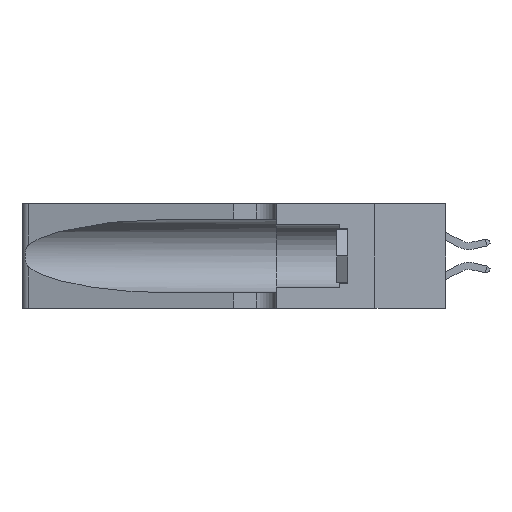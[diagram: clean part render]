
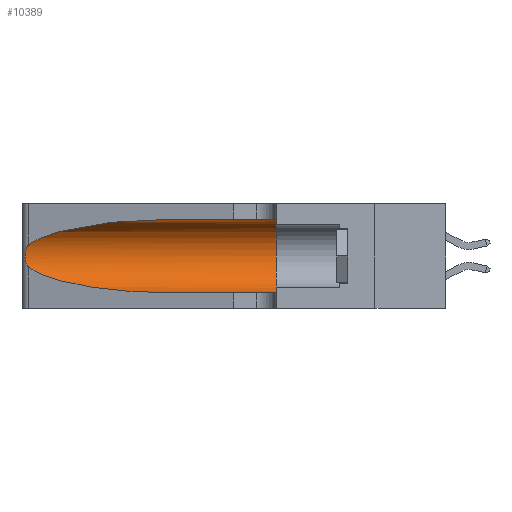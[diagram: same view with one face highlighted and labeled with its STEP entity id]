
A CAD part, left-side view. The second image highlights one B-rep face of the part: STEP entity #10389.
In plain terms, the highlighted cylindrical face has radius 3.308 mm (diameter 6.617 mm), a partial arc.
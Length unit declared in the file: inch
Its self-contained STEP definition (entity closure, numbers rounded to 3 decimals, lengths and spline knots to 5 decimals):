
#906 = CARTESIAN_POINT ( 'NONE',  ( 0.25639, 1.23186, 0.15144 ) ) ;
#1122 = FACE_OUTER_BOUND ( 'NONE', #15911, .T. ) ;
#1144 = CARTESIAN_POINT ( 'NONE',  ( 0.18966, 0.96281, 0.31525 ) ) ;
#2173 = CARTESIAN_POINT ( 'NONE',  ( 0.1305, 1.61858, 0.185 ) ) ;
#2424 = EDGE_CURVE ( 'NONE', #5012, #5190, #4396, .T. ) ;
#2430 = CARTESIAN_POINT ( 'NONE',  ( 0.25487, 1.22718, 0.22369 ) ) ;
#2503 = CARTESIAN_POINT ( 'NONE',  ( 0.25487, 1.22718, 0.14631 ) ) ;
#2603 = CARTESIAN_POINT ( 'NONE',  ( 0.1305, 0.72297, 0.31525 ) ) ;
#2664 = LINE ( 'NONE', #8911, #18351 ) ;
#2730 = CARTESIAN_POINT ( 'NONE',  ( 0.2373, 1.15595, 0.28018 ) ) ;
#3730 = CIRCLE ( 'NONE', #6930, 0.13025 ) ;
#3767 = DIRECTION ( 'NONE',  ( 0., 1., 0. ) ) ;
#3886 = VERTEX_POINT ( 'NONE', #2603 ) ;
#4009 = CARTESIAN_POINT ( 'NONE',  ( 0.25639, 1.23184, 0.21858 ) ) ;
#4396 =( BOUNDED_CURVE ( )  B_SPLINE_CURVE ( 3, ( #8704, #8126, #7896, #7386 ),
 .UNSPECIFIED., .F., .T. ) 
 B_SPLINE_CURVE_WITH_KNOTS ( ( 4, 4 ),
 ( 3.44316, 4.71239 ),
 .UNSPECIFIED. ) 
 CURVE ( )  GEOMETRIC_REPRESENTATION_ITEM ( )  RATIONAL_B_SPLINE_CURVE ( ( 1., 0.87, 0.87, 1. ) ) 
 REPRESENTATION_ITEM ( '' )  );
#5012 = VERTEX_POINT ( 'NONE', #12842 ) ;
#5057 =( BOUNDED_CURVE ( )  B_SPLINE_CURVE ( 3, ( #10487, #1144, #2730, #13447 ),
 .UNSPECIFIED., .F., .T. ) 
 B_SPLINE_CURVE_WITH_KNOTS ( ( 4, 4 ),
 ( 1.5708, 2.84003 ),
 .UNSPECIFIED. ) 
 CURVE ( )  GEOMETRIC_REPRESENTATION_ITEM ( )  RATIONAL_B_SPLINE_CURVE ( ( 1., 0.87, 0.87, 1. ) ) 
 REPRESENTATION_ITEM ( '' )  );
#5190 = VERTEX_POINT ( 'NONE', #8792 ) ;
#5377 = CARTESIAN_POINT ( 'NONE',  ( 0.1305, 0.35, 0.05475 ) ) ;
#5659 = CARTESIAN_POINT ( 'NONE',  ( 0.25854, 1.2359, 0.20912 ) ) ;
#6471 = ORIENTED_EDGE ( 'NONE', *, *, #16693, .F. ) ;
#6554 = AXIS2_PLACEMENT_3D ( 'NONE', #2173, #6936, #15945 ) ;
#6930 = AXIS2_PLACEMENT_3D ( 'NONE', #12952, #3767, #14436 ) ;
#6936 = DIRECTION ( 'NONE',  ( 0., -1., 0. ) ) ;
#7190 = CARTESIAN_POINT ( 'NONE',  ( 0.26075, 1.23896, 0.19203 ) ) ;
#7386 = CARTESIAN_POINT ( 'NONE',  ( 0.1305, 0.72297, 0.05475 ) ) ;
#7896 = CARTESIAN_POINT ( 'NONE',  ( 0.18966, 0.96281, 0.05475 ) ) ;
#8126 = CARTESIAN_POINT ( 'NONE',  ( 0.2373, 1.15595, 0.08982 ) ) ;
#8657 = B_SPLINE_CURVE_WITH_KNOTS ( 'NONE', 3,
 ( #2430, #13157, #4009, #14660, #5659, #16184, #7190, #17652, #8744, #19153, #10270, #906, #11748, #2503 ),
 .UNSPECIFIED., .F., .F.,
 ( 4, 2, 2, 2, 2, 2, 4 ),
 ( 0., 0.00027, 0.00053, 0.00107, 0.0016, 0.00187, 0.00214 ),
 .UNSPECIFIED. ) ;
#8695 = VECTOR ( 'NONE', #11504, 39.37008 ) ;
#8704 = CARTESIAN_POINT ( 'NONE',  ( 0.25487, 1.22718, 0.14631 ) ) ;
#8744 = CARTESIAN_POINT ( 'NONE',  ( 0.26017, 1.23833, 0.17102 ) ) ;
#8792 = CARTESIAN_POINT ( 'NONE',  ( 0.1305, 0.72297, 0.05475 ) ) ;
#8911 = CARTESIAN_POINT ( 'NONE',  ( 0.1305, 1.61858, 0.05475 ) ) ;
#10270 = CARTESIAN_POINT ( 'NONE',  ( 0.25789, 1.23486, 0.15765 ) ) ;
#10388 = VERTEX_POINT ( 'NONE', #5377 ) ;
#10389 = ADVANCED_FACE ( 'NONE', ( #1122 ), #12942, .F. ) ;
#10487 = CARTESIAN_POINT ( 'NONE',  ( 0.1305, 0.72297, 0.31525 ) ) ;
#11504 = DIRECTION ( 'NONE',  ( 0., -1., 0. ) ) ;
#11652 = ORIENTED_EDGE ( 'NONE', *, *, #2424, .T. ) ;
#11748 = CARTESIAN_POINT ( 'NONE',  ( 0.25555, 1.22993, 0.14849 ) ) ;
#12842 = CARTESIAN_POINT ( 'NONE',  ( 0.25487, 1.22718, 0.14631 ) ) ;
#12942 = CYLINDRICAL_SURFACE ( 'NONE', #6554, 0.13025 ) ;
#12952 = CARTESIAN_POINT ( 'NONE',  ( 0.1305, 0.35, 0.185 ) ) ;
#13005 = EDGE_CURVE ( 'NONE', #5190, #10388, #2664, .T. ) ;
#13119 = LINE ( 'NONE', #14478, #8695 ) ;
#13157 = CARTESIAN_POINT ( 'NONE',  ( 0.25555, 1.22994, 0.2215 ) ) ;
#13447 = CARTESIAN_POINT ( 'NONE',  ( 0.25487, 1.22718, 0.22369 ) ) ;
#13676 = CARTESIAN_POINT ( 'NONE',  ( 0.1305, 0.35, 0.31525 ) ) ;
#13789 = CARTESIAN_POINT ( 'NONE',  ( 0.25487, 1.22718, 0.22369 ) ) ;
#14215 = EDGE_CURVE ( 'NONE', #18575, #5012, #8657, .T. ) ;
#14436 = DIRECTION ( 'NONE',  ( 0., 0., 1. ) ) ;
#14456 = VERTEX_POINT ( 'NONE', #13676 ) ;
#14478 = CARTESIAN_POINT ( 'NONE',  ( 0.1305, 1.61858, 0.31525 ) ) ;
#14660 = CARTESIAN_POINT ( 'NONE',  ( 0.25787, 1.23484, 0.2124 ) ) ;
#14912 = DIRECTION ( 'NONE',  ( 0., -1., 0. ) ) ;
#14991 = ORIENTED_EDGE ( 'NONE', *, *, #15531, .F. ) ;
#15076 = EDGE_CURVE ( 'NONE', #3886, #18575, #5057, .T. ) ;
#15531 = EDGE_CURVE ( 'NONE', #3886, #14456, #13119, .T. ) ;
#15630 = ORIENTED_EDGE ( 'NONE', *, *, #15076, .T. ) ;
#15911 = EDGE_LOOP ( 'NONE', ( #15630, #18818, #11652, #19562, #6471, #14991 ) ) ;
#15945 = DIRECTION ( 'NONE',  ( 0., 0., -1. ) ) ;
#16184 = CARTESIAN_POINT ( 'NONE',  ( 0.26018, 1.23835, 0.19895 ) ) ;
#16693 = EDGE_CURVE ( 'NONE', #14456, #10388, #3730, .T. ) ;
#17652 = CARTESIAN_POINT ( 'NONE',  ( 0.26075, 1.23896, 0.178 ) ) ;
#18351 = VECTOR ( 'NONE', #14912, 39.37008 ) ;
#18575 = VERTEX_POINT ( 'NONE', #13789 ) ;
#18818 = ORIENTED_EDGE ( 'NONE', *, *, #14215, .T. ) ;
#19153 = CARTESIAN_POINT ( 'NONE',  ( 0.25856, 1.23593, 0.16098 ) ) ;
#19562 = ORIENTED_EDGE ( 'NONE', *, *, #13005, .T. ) ;
